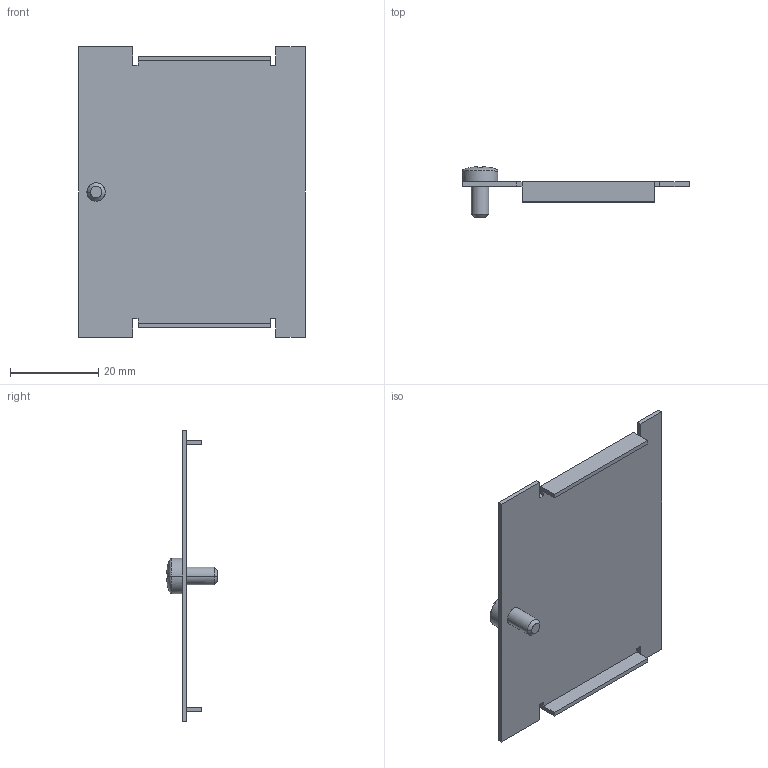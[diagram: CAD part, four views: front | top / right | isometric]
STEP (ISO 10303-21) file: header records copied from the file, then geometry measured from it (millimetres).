
FILE_DESCRIPTION(/* description */ (''),/* implementation_level */ '2;1');
FILE_NAME(/* name */ '7407047',/* time_stamp */ '2015-07-09T10:55:41+02:00',/* author */ (''),/* organization */ (''),/* preprocessor_version */ 'ST-DEVELOPER v15',/* originating_system */ '',/* authorisation */ '');
FILE_SCHEMA (('CONFIG_CONTROL_DESIGN'));
Length unit declared in the file: millimetre
Products named in the file (1): Document
Bounding box: 51.5 x 11.48 x 66 mm (x, y, z)
Volume: 3682.1 mm3; surface area: 7473.3 mm2
Topology: 2 solids, 2 shells, 59 faces, 142 edges, 88 vertices
Faces by surface type: plane 45, bspline 14
Entity records: 1942 total; most frequent: CARTESIAN_POINT 894, ORIENTED_EDGE 284, EDGE_CURVE 142, B_SPLINE_CURVE_WITH_KNOTS 122, VERTEX_POINT 88, EDGE_LOOP 62, ADVANCED_FACE 59, FACE_OUTER_BOUND 59
